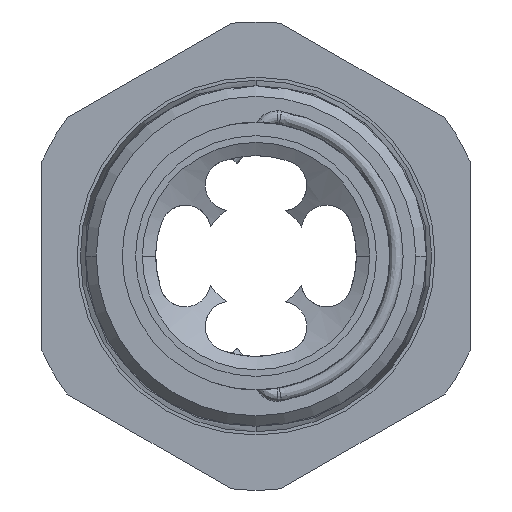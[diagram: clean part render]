
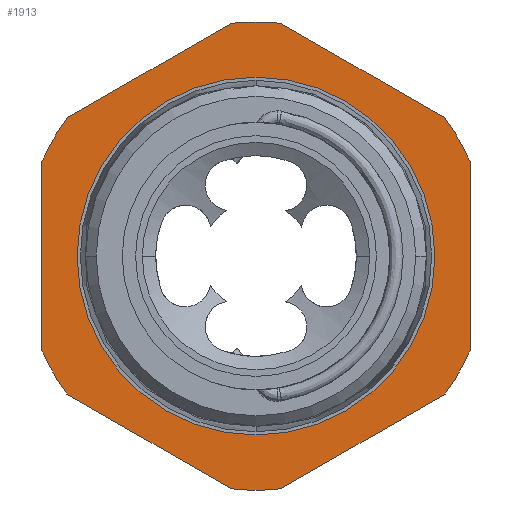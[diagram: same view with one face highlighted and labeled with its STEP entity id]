
A CAD part, front view. The second image highlights one B-rep face of the part: STEP entity #1913.
In plain terms, the highlighted planar face has unit normal (0, -1, 0).
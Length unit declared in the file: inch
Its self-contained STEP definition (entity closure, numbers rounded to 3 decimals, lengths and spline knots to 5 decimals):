
#31 = DIRECTION ( 'NONE',  ( 0., 0., 1. ) ) ;
#105 = CIRCLE ( 'NONE', #2331, 0.68898 ) ;
#269 = LINE ( 'NONE', #5831, #4638 ) ;
#312 = VERTEX_POINT ( 'NONE', #3663 ) ;
#330 = EDGE_CURVE ( 'NONE', #1145, #5367, #662, .T. ) ;
#332 = ORIENTED_EDGE ( 'NONE', *, *, #616, .F. ) ;
#370 = CARTESIAN_POINT ( 'NONE',  ( -0.07327, 0.7874, 0.68507 ) ) ;
#483 = DIRECTION ( 'NONE',  ( 0., 0., 1. ) ) ;
#507 = VERTEX_POINT ( 'NONE', #1141 ) ;
#553 = EDGE_CURVE ( 'NONE', #1023, #5225, #2708, .T. ) ;
#607 = FACE_OUTER_BOUND ( 'NONE', #3862, .T. ) ;
#616 = EDGE_CURVE ( 'NONE', #3855, #3031, #2463, .T. ) ;
#662 = CIRCLE ( 'NONE', #1132, 0.52657 ) ;
#663 = CARTESIAN_POINT ( 'NONE',  ( 0.62992, 0.7874, 0. ) ) ;
#678 = ORIENTED_EDGE ( 'NONE', *, *, #2655, .F. ) ;
#695 = VECTOR ( 'NONE', #5019, 39.37008 ) ;
#766 = CARTESIAN_POINT ( 'NONE',  ( 0., 0.7874, 0. ) ) ;
#774 = CARTESIAN_POINT ( 'NONE',  ( 0., 0.7874, 0. ) ) ;
#843 = CARTESIAN_POINT ( 'NONE',  ( -0.55665, 0.7874, 0.40599 ) ) ;
#860 = AXIS2_PLACEMENT_3D ( 'NONE', #2456, #2999, #5758 ) ;
#881 = CIRCLE ( 'NONE', #2118, 0.68898 ) ;
#1023 = VERTEX_POINT ( 'NONE', #6166 ) ;
#1107 = CIRCLE ( 'NONE', #4275, 0.68898 ) ;
#1122 = CARTESIAN_POINT ( 'NONE',  ( 0., 0.7874, 0. ) ) ;
#1132 = AXIS2_PLACEMENT_3D ( 'NONE', #2075, #2617, #483 ) ;
#1141 = CARTESIAN_POINT ( 'NONE',  ( 0.07327, 0.7874, 0.68507 ) ) ;
#1145 = VERTEX_POINT ( 'NONE', #5317 ) ;
#1176 = DIRECTION ( 'NONE',  ( 0., -1., 0. ) ) ;
#1213 = CIRCLE ( 'NONE', #4554, 0.68898 ) ;
#1244 = DIRECTION ( 'NONE',  ( 0., 1., 0. ) ) ;
#1316 = DIRECTION ( 'NONE',  ( 0., 0., 1. ) ) ;
#1401 = DIRECTION ( 'NONE',  ( 0., 0., 1. ) ) ;
#1465 = DIRECTION ( 'NONE',  ( 0.866, 0., 0.5 ) ) ;
#1539 = CARTESIAN_POINT ( 'NONE',  ( 0.55665, 0.7874, 0.40599 ) ) ;
#1801 = CARTESIAN_POINT ( 'NONE',  ( 0.07327, 0.7874, 0.68507 ) ) ;
#1865 = VECTOR ( 'NONE', #5524, 39.37008 ) ;
#1877 = CIRCLE ( 'NONE', #3557, 0.68898 ) ;
#1913 = ADVANCED_FACE ( 'NONE', ( #607, #4307 ), #2473, .F. ) ;
#2020 = ORIENTED_EDGE ( 'NONE', *, *, #2299, .F. ) ;
#2031 = LINE ( 'NONE', #5547, #1865 ) ;
#2062 = CARTESIAN_POINT ( 'NONE',  ( -0.62992, 0.7874, 0.27908 ) ) ;
#2075 = CARTESIAN_POINT ( 'NONE',  ( 0., 0.7874, 0. ) ) ;
#2118 = AXIS2_PLACEMENT_3D ( 'NONE', #5955, #6562, #2812 ) ;
#2119 = EDGE_CURVE ( 'NONE', #507, #3028, #5243, .T. ) ;
#2121 = EDGE_CURVE ( 'NONE', #6886, #3657, #2031, .T. ) ;
#2182 = ORIENTED_EDGE ( 'NONE', *, *, #330, .F. ) ;
#2201 = AXIS2_PLACEMENT_3D ( 'NONE', #3456, #5680, #1316 ) ;
#2248 = ORIENTED_EDGE ( 'NONE', *, *, #6467, .F. ) ;
#2259 = CARTESIAN_POINT ( 'NONE',  ( 0.07327, 0.7874, -0.68507 ) ) ;
#2275 = VERTEX_POINT ( 'NONE', #5782 ) ;
#2299 = EDGE_CURVE ( 'NONE', #6522, #2864, #269, .T. ) ;
#2331 = AXIS2_PLACEMENT_3D ( 'NONE', #5025, #6632, #2896 ) ;
#2456 = CARTESIAN_POINT ( 'NONE',  ( 0., 0.7874, 0. ) ) ;
#2463 = LINE ( 'NONE', #663, #695 ) ;
#2473 = PLANE ( 'NONE',  #2201 ) ;
#2617 = DIRECTION ( 'NONE',  ( 0., -1., 0. ) ) ;
#2655 = EDGE_CURVE ( 'NONE', #5225, #6522, #105, .T. ) ;
#2661 = LINE ( 'NONE', #5863, #3920 ) ;
#2708 = LINE ( 'NONE', #5958, #5498 ) ;
#2742 = EDGE_CURVE ( 'NONE', #3657, #1023, #1107, .T. ) ;
#2812 = DIRECTION ( 'NONE',  ( 0., 0., 1. ) ) ;
#2864 = VERTEX_POINT ( 'NONE', #370 ) ;
#2896 = DIRECTION ( 'NONE',  ( 0., 0., 1. ) ) ;
#2999 = DIRECTION ( 'NONE',  ( 0., 1., 0. ) ) ;
#3028 = VERTEX_POINT ( 'NONE', #1539 ) ;
#3031 = VERTEX_POINT ( 'NONE', #5846 ) ;
#3215 = DIRECTION ( 'NONE',  ( 0., 1., 0. ) ) ;
#3385 = DIRECTION ( 'NONE',  ( 0., 0., 1. ) ) ;
#3456 = CARTESIAN_POINT ( 'NONE',  ( 0.68898, 0.7874, 0. ) ) ;
#3557 = AXIS2_PLACEMENT_3D ( 'NONE', #5486, #6517, #5421 ) ;
#3563 = CARTESIAN_POINT ( 'NONE',  ( 0.62992, 0.7874, 0.27908 ) ) ;
#3657 = VERTEX_POINT ( 'NONE', #6436 ) ;
#3663 = CARTESIAN_POINT ( 'NONE',  ( 0.55665, 0.7874, -0.40599 ) ) ;
#3676 = ORIENTED_EDGE ( 'NONE', *, *, #6193, .F. ) ;
#3785 = VECTOR ( 'NONE', #4961, 39.37008 ) ;
#3855 = VERTEX_POINT ( 'NONE', #3563 ) ;
#3862 = EDGE_LOOP ( 'NONE', ( #6604, #4057, #5556, #6877, #6775, #4297, #332, #3676, #6016, #6814, #5570, #2020, #678 ) ) ;
#3920 = VECTOR ( 'NONE', #6672, 39.37008 ) ;
#3973 = CIRCLE ( 'NONE', #4651, 0.52657 ) ;
#4057 = ORIENTED_EDGE ( 'NONE', *, *, #2742, .F. ) ;
#4130 = CARTESIAN_POINT ( 'NONE',  ( -0.07327, 0.7874, -0.68507 ) ) ;
#4239 = EDGE_CURVE ( 'NONE', #2275, #507, #6092, .T. ) ;
#4275 = AXIS2_PLACEMENT_3D ( 'NONE', #766, #1244, #3385 ) ;
#4297 = ORIENTED_EDGE ( 'NONE', *, *, #5775, .F. ) ;
#4307 = FACE_BOUND ( 'NONE', #5368, .T. ) ;
#4485 = CIRCLE ( 'NONE', #5869, 0.68898 ) ;
#4529 = DIRECTION ( 'NONE',  ( 0., 1., 0. ) ) ;
#4554 = AXIS2_PLACEMENT_3D ( 'NONE', #5490, #3215, #31 ) ;
#4638 = VECTOR ( 'NONE', #1465, 39.37008 ) ;
#4651 = AXIS2_PLACEMENT_3D ( 'NONE', #1122, #1176, #5410 ) ;
#4960 = EDGE_CURVE ( 'NONE', #5804, #6886, #881, .T. ) ;
#4961 = DIRECTION ( 'NONE',  ( 0.866, 0., -0.5 ) ) ;
#5019 = DIRECTION ( 'NONE',  ( 0., 0., -1. ) ) ;
#5025 = CARTESIAN_POINT ( 'NONE',  ( 0., 0.7874, 0. ) ) ;
#5225 = VERTEX_POINT ( 'NONE', #2062 ) ;
#5243 = LINE ( 'NONE', #1801, #3785 ) ;
#5317 = CARTESIAN_POINT ( 'NONE',  ( 0., 0.7874, -0.52657 ) ) ;
#5367 = VERTEX_POINT ( 'NONE', #5879 ) ;
#5368 = EDGE_LOOP ( 'NONE', ( #2248, #2182 ) ) ;
#5410 = DIRECTION ( 'NONE',  ( 0., 0., 1. ) ) ;
#5421 = DIRECTION ( 'NONE',  ( 0., 0., 1. ) ) ;
#5486 = CARTESIAN_POINT ( 'NONE',  ( 0., 0.7874, 0. ) ) ;
#5490 = CARTESIAN_POINT ( 'NONE',  ( 0., 0.7874, 0. ) ) ;
#5498 = VECTOR ( 'NONE', #5984, 39.37008 ) ;
#5524 = DIRECTION ( 'NONE',  ( -0.866, 0., 0.5 ) ) ;
#5547 = CARTESIAN_POINT ( 'NONE',  ( -0.07327, 0.7874, -0.68507 ) ) ;
#5556 = ORIENTED_EDGE ( 'NONE', *, *, #2121, .F. ) ;
#5570 = ORIENTED_EDGE ( 'NONE', *, *, #6670, .F. ) ;
#5610 = EDGE_CURVE ( 'NONE', #312, #5804, #2661, .T. ) ;
#5680 = DIRECTION ( 'NONE',  ( 0., 1., 0. ) ) ;
#5758 = DIRECTION ( 'NONE',  ( 0., 0., 1. ) ) ;
#5775 = EDGE_CURVE ( 'NONE', #3031, #312, #1877, .T. ) ;
#5782 = CARTESIAN_POINT ( 'NONE',  ( 0., 0.7874, 0.68898 ) ) ;
#5804 = VERTEX_POINT ( 'NONE', #2259 ) ;
#5831 = CARTESIAN_POINT ( 'NONE',  ( -0.55665, 0.7874, 0.40599 ) ) ;
#5846 = CARTESIAN_POINT ( 'NONE',  ( 0.62992, 0.7874, -0.27908 ) ) ;
#5863 = CARTESIAN_POINT ( 'NONE',  ( 0.55665, 0.7874, -0.40599 ) ) ;
#5869 = AXIS2_PLACEMENT_3D ( 'NONE', #774, #4529, #1401 ) ;
#5879 = CARTESIAN_POINT ( 'NONE',  ( 0., 0.7874, 0.52657 ) ) ;
#5955 = CARTESIAN_POINT ( 'NONE',  ( 0., 0.7874, 0. ) ) ;
#5958 = CARTESIAN_POINT ( 'NONE',  ( -0.62992, 0.7874, 0. ) ) ;
#5984 = DIRECTION ( 'NONE',  ( 0., 0., 1. ) ) ;
#6016 = ORIENTED_EDGE ( 'NONE', *, *, #2119, .F. ) ;
#6092 = CIRCLE ( 'NONE', #860, 0.68898 ) ;
#6166 = CARTESIAN_POINT ( 'NONE',  ( -0.62992, 0.7874, -0.27908 ) ) ;
#6193 = EDGE_CURVE ( 'NONE', #3028, #3855, #4485, .T. ) ;
#6436 = CARTESIAN_POINT ( 'NONE',  ( -0.55665, 0.7874, -0.40599 ) ) ;
#6467 = EDGE_CURVE ( 'NONE', #5367, #1145, #3973, .T. ) ;
#6517 = DIRECTION ( 'NONE',  ( 0., 1., 0. ) ) ;
#6522 = VERTEX_POINT ( 'NONE', #843 ) ;
#6562 = DIRECTION ( 'NONE',  ( 0., 1., 0. ) ) ;
#6604 = ORIENTED_EDGE ( 'NONE', *, *, #553, .F. ) ;
#6632 = DIRECTION ( 'NONE',  ( 0., 1., 0. ) ) ;
#6670 = EDGE_CURVE ( 'NONE', #2864, #2275, #1213, .T. ) ;
#6672 = DIRECTION ( 'NONE',  ( -0.866, 0., -0.5 ) ) ;
#6775 = ORIENTED_EDGE ( 'NONE', *, *, #5610, .F. ) ;
#6814 = ORIENTED_EDGE ( 'NONE', *, *, #4239, .F. ) ;
#6877 = ORIENTED_EDGE ( 'NONE', *, *, #4960, .F. ) ;
#6886 = VERTEX_POINT ( 'NONE', #4130 ) ;
